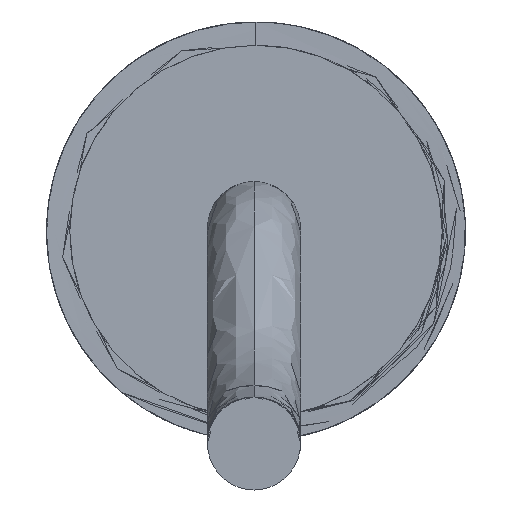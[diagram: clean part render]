
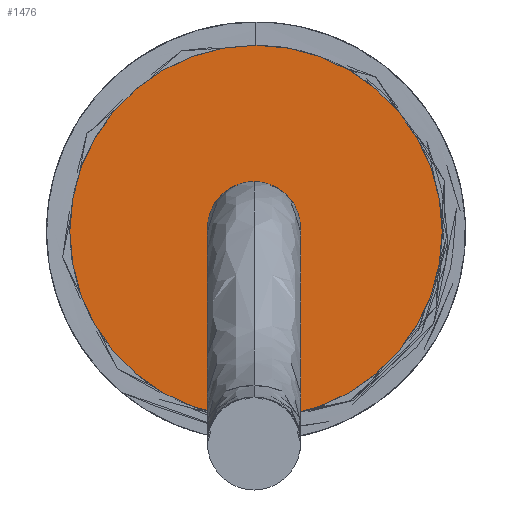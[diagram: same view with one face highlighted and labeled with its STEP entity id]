
A CAD part, left-side view. The second image highlights one B-rep face of the part: STEP entity #1476.
In plain terms, the highlighted face is planar.
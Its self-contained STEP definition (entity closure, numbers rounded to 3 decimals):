
#1465 = VERTEX_POINT ( 'NONE', #17798 ) ;
#1466 = VERTEX_POINT ( 'NONE', #17797 ) ;
#1469 = EDGE_CURVE ( 'NONE', #1465, #1466, #17790, .T. ) ;
#1476 = ADVANCED_FACE ( 'NONE', ( #17828 ), #17827, .T. ) ;
#1477 = EDGE_LOOP ( 'NONE', ( #1478, #1479 ) ) ;
#1478 = ORIENTED_EDGE ( 'NONE', *, *, #2119, .T. ) ;
#1479 = ORIENTED_EDGE ( 'NONE', *, *, #1469, .T. ) ;
#2119 = EDGE_CURVE ( 'NONE', #1466, #1465, #19472, .T. ) ;
#17786 = DIRECTION ( 'NONE',  ( 0., 0., -1. ) ) ;
#17787 = DIRECTION ( 'NONE',  ( 0., -1., 0. ) ) ;
#17788 = CARTESIAN_POINT ( 'NONE',  ( 0., -74.5, 0. ) ) ;
#17789 = AXIS2_PLACEMENT_3D ( 'NONE', #17788, #17787, #17786 ) ;
#17790 = CIRCLE ( 'NONE', #17789, 8. ) ;
#17797 = CARTESIAN_POINT ( 'NONE',  ( 0., -74.5, 8. ) ) ;
#17798 = CARTESIAN_POINT ( 'NONE',  ( 0., -74.5, -8. ) ) ;
#17823 = DIRECTION ( 'NONE',  ( 0., 0., -1. ) ) ;
#17824 = DIRECTION ( 'NONE',  ( 0., -1., 0. ) ) ;
#17825 = CARTESIAN_POINT ( 'NONE',  ( 0., -74.5, 0. ) ) ;
#17826 = AXIS2_PLACEMENT_3D ( 'NONE', #17825, #17824, #17823 ) ;
#17827 = PLANE ( 'NONE',  #17826 ) ;
#17828 = FACE_OUTER_BOUND ( 'NONE', #1477, .T. ) ;
#19468 = DIRECTION ( 'NONE',  ( 0., 0., -1. ) ) ;
#19469 = DIRECTION ( 'NONE',  ( 0., -1., 0. ) ) ;
#19470 = CARTESIAN_POINT ( 'NONE',  ( 0., -74.5, 0. ) ) ;
#19471 = AXIS2_PLACEMENT_3D ( 'NONE', #19470, #19469, #19468 ) ;
#19472 = CIRCLE ( 'NONE', #19471, 8. ) ;
